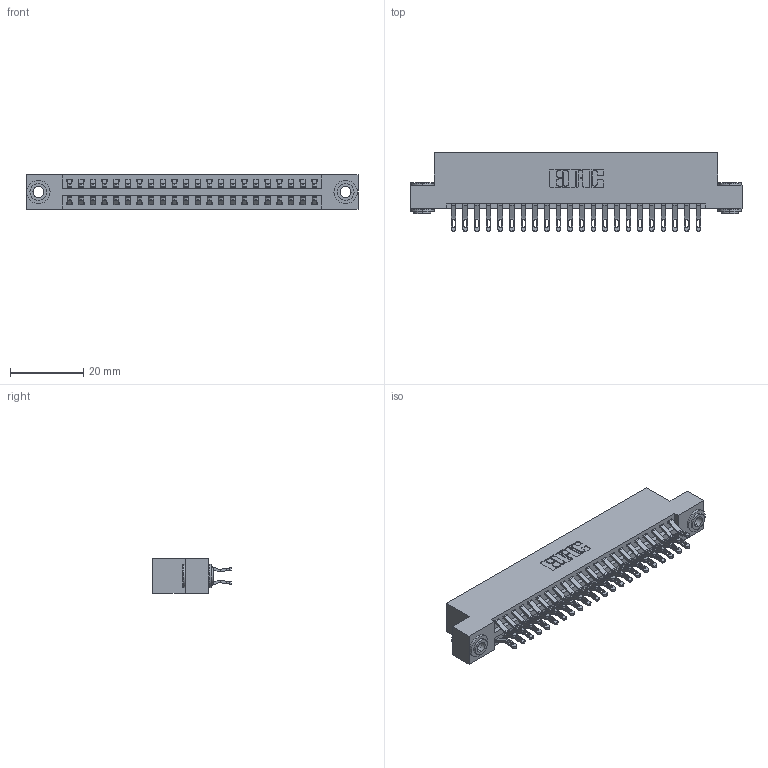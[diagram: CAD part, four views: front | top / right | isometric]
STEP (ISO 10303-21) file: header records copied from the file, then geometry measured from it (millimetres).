
FILE_DESCRIPTION (( 'STEP AP203' ), '1' );
FILE_NAME ('346-044-555-203.STEP', '2022-05-20T07:35:21', ( '' ), ( '' ), 'SwSTEP 2.0', 'SolidWorks 2020', '' );
FILE_SCHEMA (( 'CONFIG_CONTROL_DESIGN' ));
Length unit declared in the file: inch
Products named in the file (4): 346-044-555-203; 345-292-001_555 Tail; 345-250-002_345-250-002-102; 346 Part_Flush Mounting Lugs - 0.156 Dia-TH
Assembly tree (47 placements, depth 2):
  346-044-555-203
    346 Part_Flush Mounting Lugs - 0.156 Dia-TH
    345-292-001_555 Tail  x44
    345-250-002_345-250-002-102  x2
Bounding box: 90.42 x 21.46 x 9.4 mm (x, y, z)
Volume: 8791 mm3; surface area: 12473.2 mm2
Topology: 47 solids, 47 shells, 2726 faces, 8493 edges, 5658 vertices
Faces by surface type: plane 1552, cylinder 1166, cone 8
Entity records: 18442 total; most frequent: CARTESIAN_POINT 3083, ORIENTED_EDGE 2978, DIRECTION 2767, EDGE_CURVE 1489, LINE 1225, VECTOR 1225, VERTEX_POINT 990, AXIS2_PLACEMENT_3D 771
